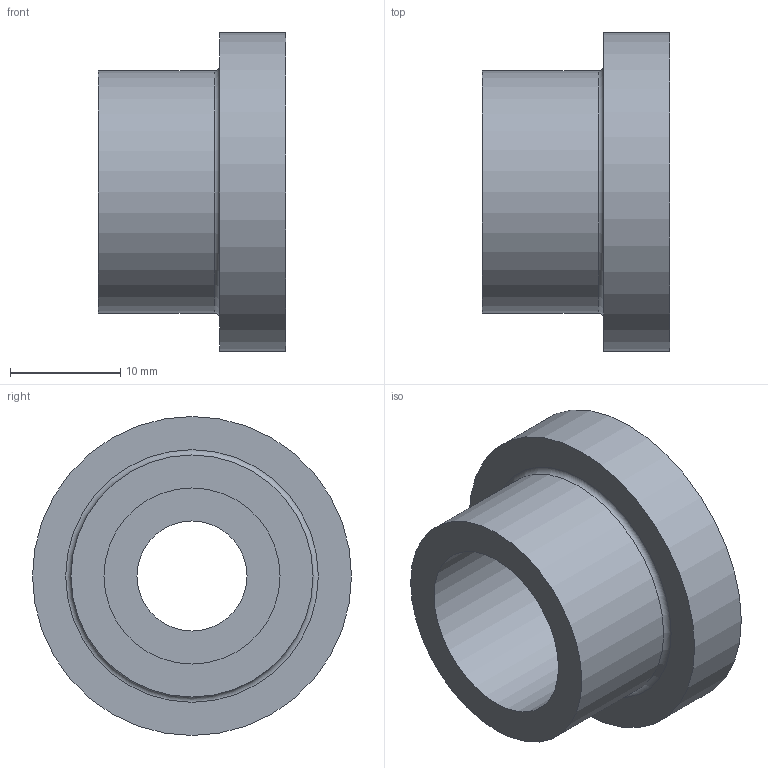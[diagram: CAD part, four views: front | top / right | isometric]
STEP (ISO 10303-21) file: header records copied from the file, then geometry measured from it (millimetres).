
FILE_DESCRIPTION( ( 'STEP AP214' ), ' ' );
FILE_NAME( '3.72.017.stp', '2015-08-04T09:50:41', ( '' ), ( '' ), ' ', 'PARTsolutions', ' ' );
FILE_SCHEMA( ( 'AUTOMOTIVE_DESIGN { 1 0 10303 214 1 1 1 1 }' ) );
Length unit declared in the file: millimetre
Products named in the file (1): _3.72.017
Bounding box: 17 x 29 x 29 mm (x, y, z)
Volume: 5097.5 mm3; surface area: 3254.7 mm2
Topology: 1 solids, 1 shells, 9 faces, 14 edges, 9 vertices
Faces by surface type: plane 4, cylinder 4, torus 1
Full cylindrical faces by diameter (mm): 10 x1, 16 x1, 22 x1, 29 x1
Entity records: 276 total; most frequent: DIRECTION 38, CARTESIAN_POINT 28, AXIS2_PLACEMENT_3D 19, EDGE_LOOP 18, ORIENTED_EDGE 18, FACE_OUTER_BOUND 14, STYLED_ITEM 9, PRESENTATION_STYLE_ASSIGNMENT 9
